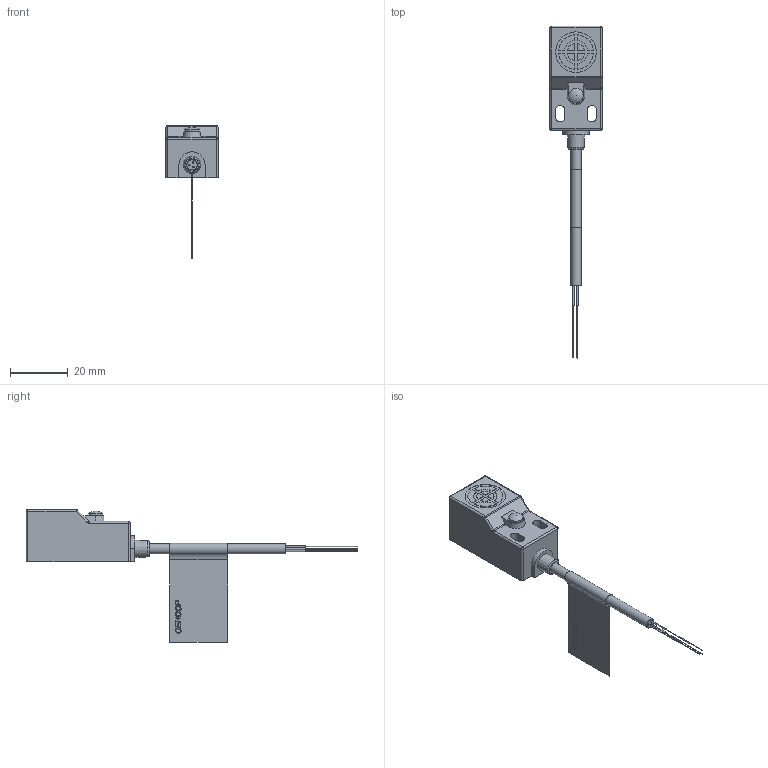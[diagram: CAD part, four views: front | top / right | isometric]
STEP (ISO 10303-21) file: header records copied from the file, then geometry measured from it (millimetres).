
FILE_DESCRIPTION(/* description */ ('Unknown'),/* implementation_level */ '2;1');
FILE_NAME(/* name */ '_VBI-P18-36U',/* time_stamp */ '2021-06-17T13:15:16+05:00',/* author */ ('Unknown'),/* organization */ ('Unknown'),/* preprocessor_version */ 'ST-DEVELOPER v16.7',/* originating_system */ 'Solid Edge',/* authorisation */ 'Unknown');
FILE_SCHEMA (('AUTOMOTIVE_DESIGN {1 0 10303 214 3 1 1}'));
Length unit declared in the file: millimetre
Products named in the file (15): 11.203.000 (1ﾕﾕﾕ); À1.081 Êîðïóñ Ï18 ; Â0.099 Ââîä êàáåëÿ (o3,5 ìì); ﾎ0.008 ﾋ竟鈞 褪鮏韶萵; Á0.138 Êðûøêà Ï18; Ïëàòà (20,5õ13õ1); 11.311.101 êàòóøêà èíäóêòèâíîñòè; À4.014 Êàðêàñ êàòóøêè; ×àøêà ×14; 凎賥嚦闉 0805-    昡 (R3a); Ðåçèñòîð 0805-    Îì (R3á); Ýòèêåòêà 70õ20 äëÿ ÂÁÈ-Ï18 (o3,5); VLMS1300-GS08 (Vishay); Ýêðàí ãèáêèé; Ý6.005 Êàáåëü
Assembly tree (14 placements, depth 3):
  11.203.000 (1ﾕﾕﾕ)
    À1.081 Êîðïóñ Ï18 
    Â0.099 Ââîä êàáåëÿ (o3,5 ìì)
    ﾎ0.008 ﾋ竟鈞 褪鮏韶萵
    Á0.138 Êðûøêà Ï18
    Ïëàòà (20,5õ13õ1)
    11.311.101 êàòóøêà èíäóêòèâíîñòè
      À4.014 Êàðêàñ êàòóøêè
      ×àøêà ×14
    凎賥嚦闉 0805-    昡 (R3a)
    Ðåçèñòîð 0805-    Îì (R3á)
    Ýòèêåòêà 70õ20 äëÿ ÂÁÈ-Ï18 (o3,5)
    VLMS1300-GS08 (Vishay)
    Ýêðàí ãèáêèé
    Ý6.005 Êàáåëü
Bounding box: 18 x 114.5 x 45.7 mm (x, y, z)
Volume: 5650 mm3; surface area: 11634.5 mm2
Topology: 13 solids, 13 shells, 486 faces, 1201 edges, 788 vertices
Faces by surface type: plane 349, cylinder 111, sphere 8, bspline 8, cone 7, torus 3
Full cylindrical faces by diameter (mm): 0.2 x6, 0.5 x6, 1.2 x2, 1.3 x2, 1.6 x1, 1.8 x1, 2.9 x1, 3 x1, 3.1 x2, 3.5 x1, 3.7 x1, 4.3 x1, 4.4 x1, 4.9 x1, 6 x1, 6.1 x1, 7.1 x1, 11.6 x1, 14 x2, 14.7 x1
Entity records: 15327 total; most frequent: CARTESIAN_POINT 2991, DIRECTION 2335, ORIENTED_EDGE 2256, EDGE_CURVE 1128, LINE 873, VECTOR 873, VERTEX_POINT 770, AXIS2_PLACEMENT_3D 731
